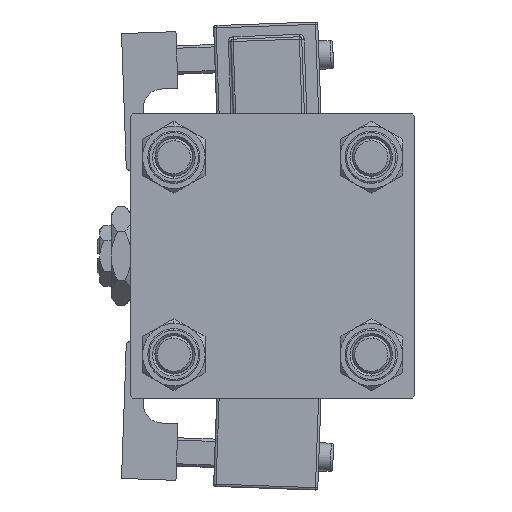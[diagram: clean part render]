
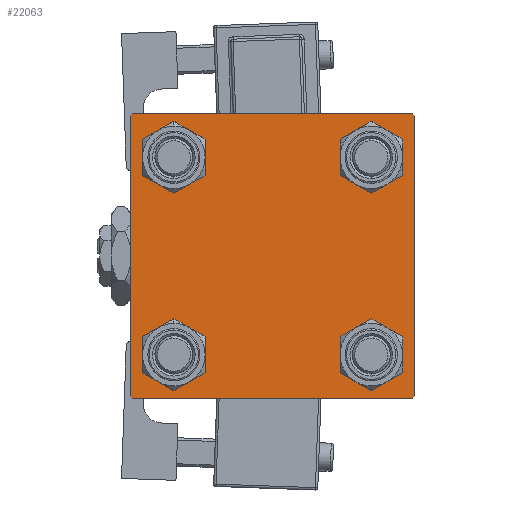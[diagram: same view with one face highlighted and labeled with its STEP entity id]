
A CAD part, left-side view. The second image highlights one B-rep face of the part: STEP entity #22063.
In plain terms, the highlighted planar face has unit normal (-1, 0, 0).
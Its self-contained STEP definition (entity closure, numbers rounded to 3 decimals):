
#774 = AXIS2_PLACEMENT_3D ( 'NONE', #28711, #3708, #19838 ) ;
#838 = DIRECTION ( 'NONE',  ( 0., -1., 0. ) ) ;
#1008 = LINE ( 'NONE', #51029, #29301 ) ;
#1491 = CARTESIAN_POINT ( 'NONE',  ( 0., 30., -29.5 ) ) ;
#1523 = VECTOR ( 'NONE', #20130, 1000. ) ;
#2947 = DIRECTION ( 'NONE',  ( 1., 0., 0. ) ) ;
#3416 = CARTESIAN_POINT ( 'NONE',  ( 0., -29.5, 30. ) ) ;
#3433 = DIRECTION ( 'NONE',  ( 0., 0., -1. ) ) ;
#3708 = DIRECTION ( 'NONE',  ( -1., 0., 0. ) ) ;
#3914 = VERTEX_POINT ( 'NONE', #3416 ) ;
#3990 = ORIENTED_EDGE ( 'NONE', *, *, #6733, .T. ) ;
#4120 = DIRECTION ( 'NONE',  ( 1., 0., 0. ) ) ;
#4243 = ORIENTED_EDGE ( 'NONE', *, *, #49454, .T. ) ;
#4761 = VERTEX_POINT ( 'NONE', #5877 ) ;
#5484 = EDGE_LOOP ( 'NONE', ( #29004, #4243 ) ) ;
#5500 = AXIS2_PLACEMENT_3D ( 'NONE', #16880, #17160, #38529 ) ;
#5877 = CARTESIAN_POINT ( 'NONE',  ( 0., -20.85, 16.35 ) ) ;
#6639 = CARTESIAN_POINT ( 'NONE',  ( 0., -20.85, 25.35 ) ) ;
#6733 = EDGE_CURVE ( 'NONE', #42383, #16682, #10617, .T. ) ;
#7244 = CARTESIAN_POINT ( 'NONE',  ( 0., -20.85, 20.85 ) ) ;
#7321 = FACE_BOUND ( 'NONE', #10642, .T. ) ;
#7529 = CARTESIAN_POINT ( 'NONE',  ( 0., 20.85, -20.85 ) ) ;
#8412 = CARTESIAN_POINT ( 'NONE',  ( 0., -30., 30. ) ) ;
#8798 = DIRECTION ( 'NONE',  ( 0., -1., 0. ) ) ;
#9653 = EDGE_CURVE ( 'NONE', #53072, #47300, #36763, .T. ) ;
#9943 = VECTOR ( 'NONE', #838, 1000. ) ;
#10222 = VERTEX_POINT ( 'NONE', #20733 ) ;
#10617 = CIRCLE ( 'NONE', #15975, 4.5 ) ;
#10642 = EDGE_LOOP ( 'NONE', ( #3990, #52397 ) ) ;
#10708 = EDGE_LOOP ( 'NONE', ( #26550, #49973 ) ) ;
#11146 = EDGE_CURVE ( 'NONE', #28010, #3914, #48310, .T. ) ;
#11514 = CARTESIAN_POINT ( 'NONE',  ( 0., 29.75, 29.75 ) ) ;
#11768 = FACE_BOUND ( 'NONE', #5484, .T. ) ;
#13664 = CARTESIAN_POINT ( 'NONE',  ( 0., -29.75, -29.75 ) ) ;
#14466 = CARTESIAN_POINT ( 'NONE',  ( 0., -30., 29.5 ) ) ;
#14527 = LINE ( 'NONE', #27296, #22481 ) ;
#14758 = CIRCLE ( 'NONE', #37841, 4.5 ) ;
#15941 = FACE_OUTER_BOUND ( 'NONE', #33241, .T. ) ;
#15975 = AXIS2_PLACEMENT_3D ( 'NONE', #21676, #16960, #42223 ) ;
#16353 = CARTESIAN_POINT ( 'NONE',  ( 0., 20.85, 20.85 ) ) ;
#16682 = VERTEX_POINT ( 'NONE', #47498 ) ;
#16880 = CARTESIAN_POINT ( 'NONE',  ( 0., -20.85, 20.85 ) ) ;
#16960 = DIRECTION ( 'NONE',  ( 1., 0., 0. ) ) ;
#17160 = DIRECTION ( 'NONE',  ( 1., 0., 0. ) ) ;
#17433 = EDGE_CURVE ( 'NONE', #38997, #26775, #40225, .T. ) ;
#17686 = VERTEX_POINT ( 'NONE', #6639 ) ;
#18124 = DIRECTION ( 'NONE',  ( 0., 0., -1. ) ) ;
#18304 = CARTESIAN_POINT ( 'NONE',  ( 0., -29.5, -30. ) ) ;
#19292 = DIRECTION ( 'NONE',  ( 0., 0., 1. ) ) ;
#19706 = CIRCLE ( 'NONE', #5500, 4.5 ) ;
#19814 = AXIS2_PLACEMENT_3D ( 'NONE', #7529, #28368, #41415 ) ;
#19838 = DIRECTION ( 'NONE',  ( 0., 0., 1. ) ) ;
#19846 = DIRECTION ( 'NONE',  ( 1., 0., 0. ) ) ;
#20130 = DIRECTION ( 'NONE',  ( 0., 0.707, -0.707 ) ) ;
#20440 = EDGE_CURVE ( 'NONE', #26775, #38997, #43039, .T. ) ;
#20733 = CARTESIAN_POINT ( 'NONE',  ( 0., 29.5, -30. ) ) ;
#21333 = ORIENTED_EDGE ( 'NONE', *, *, #38867, .T. ) ;
#21676 = CARTESIAN_POINT ( 'NONE',  ( 0., -20.85, -20.85 ) ) ;
#21996 = EDGE_CURVE ( 'NONE', #4761, #17686, #36874, .T. ) ;
#22063 = ADVANCED_FACE ( 'NONE', ( #49266, #7321, #28150, #11768, #15941 ), #41757, .T. ) ;
#22481 = VECTOR ( 'NONE', #45062, 1000. ) ;
#22956 = CARTESIAN_POINT ( 'NONE',  ( 0., 20.85, -25.35 ) ) ;
#23675 = EDGE_CURVE ( 'NONE', #46607, #52362, #50922, .T. ) ;
#25182 = CARTESIAN_POINT ( 'NONE',  ( 0., 20.85, -16.35 ) ) ;
#25310 = AXIS2_PLACEMENT_3D ( 'NONE', #27994, #44675, #49669 ) ;
#26388 = VERTEX_POINT ( 'NONE', #37872 ) ;
#26428 = LINE ( 'NONE', #13664, #37149 ) ;
#26550 = ORIENTED_EDGE ( 'NONE', *, *, #20440, .T. ) ;
#26775 = VERTEX_POINT ( 'NONE', #25182 ) ;
#27296 = CARTESIAN_POINT ( 'NONE',  ( 0., 29.75, -29.75 ) ) ;
#27994 = CARTESIAN_POINT ( 'NONE',  ( 0., 20.85, -20.85 ) ) ;
#28010 = VERTEX_POINT ( 'NONE', #29119 ) ;
#28150 = FACE_BOUND ( 'NONE', #10708, .T. ) ;
#28368 = DIRECTION ( 'NONE',  ( 1., 0., 0. ) ) ;
#28711 = CARTESIAN_POINT ( 'NONE',  ( 0., 0., 0. ) ) ;
#29004 = ORIENTED_EDGE ( 'NONE', *, *, #49970, .T. ) ;
#29119 = CARTESIAN_POINT ( 'NONE',  ( 0., 29.5, 30. ) ) ;
#29301 = VECTOR ( 'NONE', #8798, 1000. ) ;
#31359 = EDGE_CURVE ( 'NONE', #47440, #52362, #26428, .T. ) ;
#31778 = DIRECTION ( 'NONE',  ( 1., 0., 0. ) ) ;
#32415 = ORIENTED_EDGE ( 'NONE', *, *, #9653, .T. ) ;
#32792 = AXIS2_PLACEMENT_3D ( 'NONE', #40998, #2947, #53779 ) ;
#33156 = EDGE_CURVE ( 'NONE', #16682, #42383, #39881, .T. ) ;
#33241 = EDGE_LOOP ( 'NONE', ( #32415, #34901, #34777, #50581, #45844, #47250, #46295, #53654 ) ) ;
#33297 = DIRECTION ( 'NONE',  ( 0., 0., 1. ) ) ;
#33820 = LINE ( 'NONE', #54382, #48985 ) ;
#34777 = ORIENTED_EDGE ( 'NONE', *, *, #35741, .T. ) ;
#34901 = ORIENTED_EDGE ( 'NONE', *, *, #41325, .T. ) ;
#35741 = EDGE_CURVE ( 'NONE', #10222, #47440, #1008, .T. ) ;
#36049 = CIRCLE ( 'NONE', #45817, 4.5 ) ;
#36763 = LINE ( 'NONE', #37866, #42702 ) ;
#36874 = CIRCLE ( 'NONE', #43983, 4.5 ) ;
#37149 = VECTOR ( 'NONE', #43383, 1000. ) ;
#37706 = DIRECTION ( 'NONE',  ( 0., 0.707, 0.707 ) ) ;
#37841 = AXIS2_PLACEMENT_3D ( 'NONE', #40395, #19846, #19292 ) ;
#37866 = CARTESIAN_POINT ( 'NONE',  ( 0., 30., 30. ) ) ;
#37872 = CARTESIAN_POINT ( 'NONE',  ( 0., 20.85, 25.35 ) ) ;
#38529 = DIRECTION ( 'NONE',  ( 0., 0., 1. ) ) ;
#38867 = EDGE_CURVE ( 'NONE', #17686, #4761, #19706, .T. ) ;
#38877 = CARTESIAN_POINT ( 'NONE',  ( 0., 30., 30. ) ) ;
#38997 = VERTEX_POINT ( 'NONE', #22956 ) ;
#39881 = CIRCLE ( 'NONE', #32792, 4.5 ) ;
#40225 = CIRCLE ( 'NONE', #19814, 4.5 ) ;
#40395 = CARTESIAN_POINT ( 'NONE',  ( 0., 20.85, 20.85 ) ) ;
#40998 = CARTESIAN_POINT ( 'NONE',  ( 0., -20.85, -20.85 ) ) ;
#41325 = EDGE_CURVE ( 'NONE', #47300, #10222, #14527, .T. ) ;
#41415 = DIRECTION ( 'NONE',  ( 0., 0., 1. ) ) ;
#41757 = PLANE ( 'NONE',  #774 ) ;
#42204 = VERTEX_POINT ( 'NONE', #49653 ) ;
#42223 = DIRECTION ( 'NONE',  ( 0., 0., 1. ) ) ;
#42383 = VERTEX_POINT ( 'NONE', #52116 ) ;
#42702 = VECTOR ( 'NONE', #3433, 1000. ) ;
#42771 = CARTESIAN_POINT ( 'NONE',  ( 0., 30., 29.5 ) ) ;
#43039 = CIRCLE ( 'NONE', #25310, 4.5 ) ;
#43383 = DIRECTION ( 'NONE',  ( 0., -0.707, 0.707 ) ) ;
#43582 = EDGE_CURVE ( 'NONE', #46607, #3914, #33820, .T. ) ;
#43983 = AXIS2_PLACEMENT_3D ( 'NONE', #7244, #31778, #54197 ) ;
#44675 = DIRECTION ( 'NONE',  ( 1., 0., 0. ) ) ;
#45062 = DIRECTION ( 'NONE',  ( 0., -0.707, -0.707 ) ) ;
#45817 = AXIS2_PLACEMENT_3D ( 'NONE', #16353, #4120, #33297 ) ;
#45844 = ORIENTED_EDGE ( 'NONE', *, *, #23675, .F. ) ;
#46295 = ORIENTED_EDGE ( 'NONE', *, *, #11146, .F. ) ;
#46607 = VERTEX_POINT ( 'NONE', #14466 ) ;
#47250 = ORIENTED_EDGE ( 'NONE', *, *, #43582, .T. ) ;
#47300 = VERTEX_POINT ( 'NONE', #1491 ) ;
#47440 = VERTEX_POINT ( 'NONE', #18304 ) ;
#47498 = CARTESIAN_POINT ( 'NONE',  ( 0., -20.85, -25.35 ) ) ;
#47582 = VECTOR ( 'NONE', #18124, 1000. ) ;
#48310 = LINE ( 'NONE', #38877, #9943 ) ;
#48985 = VECTOR ( 'NONE', #37706, 1000. ) ;
#49266 = FACE_BOUND ( 'NONE', #49687, .T. ) ;
#49287 = LINE ( 'NONE', #11514, #1523 ) ;
#49454 = EDGE_CURVE ( 'NONE', #42204, #26388, #36049, .T. ) ;
#49583 = ORIENTED_EDGE ( 'NONE', *, *, #21996, .T. ) ;
#49653 = CARTESIAN_POINT ( 'NONE',  ( 0., 20.85, 16.35 ) ) ;
#49669 = DIRECTION ( 'NONE',  ( 0., 0., 1. ) ) ;
#49687 = EDGE_LOOP ( 'NONE', ( #21333, #49583 ) ) ;
#49719 = CARTESIAN_POINT ( 'NONE',  ( 0., -30., -29.5 ) ) ;
#49970 = EDGE_CURVE ( 'NONE', #26388, #42204, #14758, .T. ) ;
#49973 = ORIENTED_EDGE ( 'NONE', *, *, #17433, .T. ) ;
#50581 = ORIENTED_EDGE ( 'NONE', *, *, #31359, .T. ) ;
#50783 = EDGE_CURVE ( 'NONE', #28010, #53072, #49287, .T. ) ;
#50922 = LINE ( 'NONE', #8412, #47582 ) ;
#51029 = CARTESIAN_POINT ( 'NONE',  ( 0., 30., -30. ) ) ;
#52116 = CARTESIAN_POINT ( 'NONE',  ( 0., -20.85, -16.35 ) ) ;
#52362 = VERTEX_POINT ( 'NONE', #49719 ) ;
#52397 = ORIENTED_EDGE ( 'NONE', *, *, #33156, .T. ) ;
#53072 = VERTEX_POINT ( 'NONE', #42771 ) ;
#53654 = ORIENTED_EDGE ( 'NONE', *, *, #50783, .T. ) ;
#53779 = DIRECTION ( 'NONE',  ( 0., 0., 1. ) ) ;
#54197 = DIRECTION ( 'NONE',  ( 0., 0., 1. ) ) ;
#54382 = CARTESIAN_POINT ( 'NONE',  ( 0., -29.75, 29.75 ) ) ;
